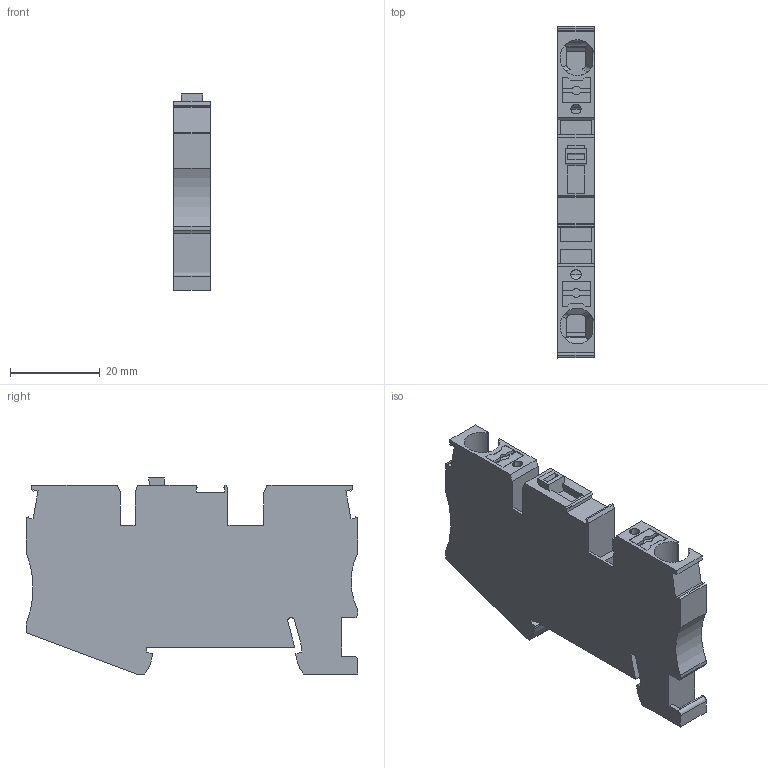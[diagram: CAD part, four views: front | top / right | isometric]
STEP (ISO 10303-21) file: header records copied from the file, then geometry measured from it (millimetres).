
FILE_DESCRIPTION(('Creo Elements/Direct Modeling STEP Export'),'2;1');
FILE_NAME('model.stp','2017-10-04T13:11:47',(''),(''),'Creo Elements/Direct Modeling STEP processor for AP214 (Solid Model)','Creo Elements/Direct Modeling 18.1I 14-Aug-2016 (C) Parametric Technology GmbH','');
FILE_SCHEMA(('AUTOMOTIVE_DESIGN { 1 0 10303 214 1 1 1 1 }'));
Length unit declared in the file: millimetre
Products named in the file (2): PT_6_MT-select
Assembly tree (1 placements, depth 2):
  PT_6_MT-select
    PT_6_MT-select
Bounding box: 8.15 x 74.12 x 43.8 mm (x, y, z)
Volume: 18364.8 mm3; surface area: 9747.6 mm2
Topology: 1 solids, 1 shells, 197 faces, 560 edges, 371 vertices
Faces by surface type: plane 161, cylinder 36
Entity records: 8964 total; most frequent: CARTESIAN_POINT 2223, ORIENTED_EDGE 1120, DIRECTION 984, EDGE_CURVE 560, VECTOR 468, LINE 468, VERTEX_POINT 371, AXIS2_PLACEMENT_3D 258
